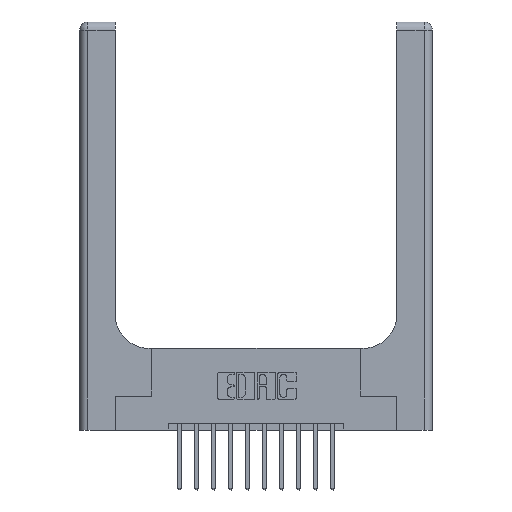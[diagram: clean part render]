
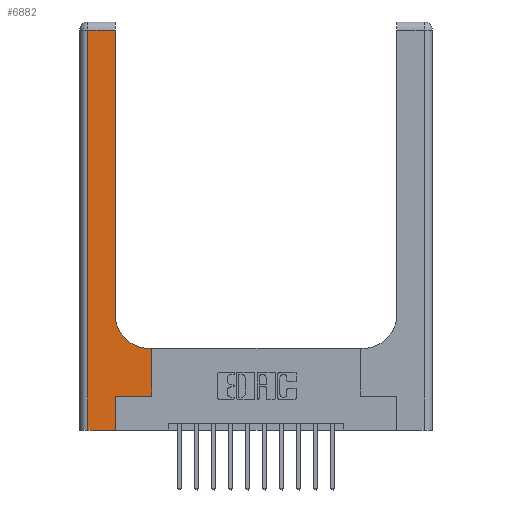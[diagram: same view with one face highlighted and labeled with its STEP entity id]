
A CAD part, top view. The second image highlights one B-rep face of the part: STEP entity #6882.
In plain terms, the highlighted planar face has unit normal (0, 0, 1).
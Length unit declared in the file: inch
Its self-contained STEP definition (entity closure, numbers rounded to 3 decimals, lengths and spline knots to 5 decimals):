
#20 = VERTEX_POINT ( 'NONE', #13890 ) ;
#51 = VECTOR ( 'NONE', #3800, 39.37008 ) ;
#251 = VERTEX_POINT ( 'NONE', #3381 ) ;
#1328 = VERTEX_POINT ( 'NONE', #4387 ) ;
#1562 = ORIENTED_EDGE ( 'NONE', *, *, #7804, .T. ) ;
#1588 = EDGE_CURVE ( 'NONE', #5048, #5751, #5059, .T. ) ;
#1814 = ORIENTED_EDGE ( 'NONE', *, *, #12327, .T. ) ;
#2038 = LINE ( 'NONE', #16019, #3777 ) ;
#2044 = DIRECTION ( 'NONE',  ( 1., 0., 0. ) ) ;
#2114 = EDGE_CURVE ( 'NONE', #4242, #20, #8811, .T. ) ;
#2257 = CARTESIAN_POINT ( 'NONE',  ( 0.265, 0.25, 0.37 ) ) ;
#2561 = ORIENTED_EDGE ( 'NONE', *, *, #4844, .T. ) ;
#2946 = VECTOR ( 'NONE', #14296, 39.37008 ) ;
#3381 = CARTESIAN_POINT ( 'NONE',  ( 0.06, 2.94, 0.37 ) ) ;
#3777 = VECTOR ( 'NONE', #14851, 39.37008 ) ;
#3800 = DIRECTION ( 'NONE',  ( 0., 1., 0. ) ) ;
#4074 = PLANE ( 'NONE',  #12345 ) ;
#4111 = CARTESIAN_POINT ( 'NONE',  ( 0.265, 0.25, 0.37 ) ) ;
#4242 = VERTEX_POINT ( 'NONE', #16044 ) ;
#4268 = VECTOR ( 'NONE', #12597, 39.37008 ) ;
#4387 = CARTESIAN_POINT ( 'NONE',  ( 0.265, 0., 0.37 ) ) ;
#4523 = AXIS2_PLACEMENT_3D ( 'NONE', #16154, #4785, #9868 ) ;
#4785 = DIRECTION ( 'NONE',  ( 0., 0., -1. ) ) ;
#4844 = EDGE_CURVE ( 'NONE', #5067, #5048, #11607, .T. ) ;
#4868 = DIRECTION ( 'NONE',  ( 0., 1., 0. ) ) ;
#5048 = VERTEX_POINT ( 'NONE', #8375 ) ;
#5059 = LINE ( 'NONE', #14023, #51 ) ;
#5067 = VERTEX_POINT ( 'NONE', #2257 ) ;
#5342 = CARTESIAN_POINT ( 'NONE',  ( 0., 3., 0.37 ) ) ;
#5751 = VERTEX_POINT ( 'NONE', #9094 ) ;
#6219 = LINE ( 'NONE', #12594, #11149 ) ;
#6460 = DIRECTION ( 'NONE',  ( 0., 1., 0. ) ) ;
#6882 = ADVANCED_FACE ( 'NONE', ( #12975 ), #4074, .F. ) ;
#7390 = ORIENTED_EDGE ( 'NONE', *, *, #13624, .T. ) ;
#7527 = LINE ( 'NONE', #10024, #4268 ) ;
#7756 = CARTESIAN_POINT ( 'NONE',  ( 0.06, 3., 0.37 ) ) ;
#7804 = EDGE_CURVE ( 'NONE', #14582, #4242, #11159, .T. ) ;
#7990 = DIRECTION ( 'NONE',  ( 0., 0., -1. ) ) ;
#8375 = CARTESIAN_POINT ( 'NONE',  ( 0.528, 0.25, 0.37 ) ) ;
#8811 = LINE ( 'NONE', #14087, #14738 ) ;
#8895 = EDGE_CURVE ( 'NONE', #20, #251, #2038, .T. ) ;
#9094 = CARTESIAN_POINT ( 'NONE',  ( 0.528, 0.6, 0.37 ) ) ;
#9158 = CARTESIAN_POINT ( 'NONE',  ( 0.51, 0.6, 0.37 ) ) ;
#9174 = LINE ( 'NONE', #7756, #2946 ) ;
#9206 = DIRECTION ( 'NONE',  ( 1., 0., 0. ) ) ;
#9562 = ORIENTED_EDGE ( 'NONE', *, *, #11126, .T. ) ;
#9868 = DIRECTION ( 'NONE',  ( 1., 0., 0. ) ) ;
#9888 = ORIENTED_EDGE ( 'NONE', *, *, #1588, .T. ) ;
#9895 = CARTESIAN_POINT ( 'NONE',  ( 0.06, 0., 0.37 ) ) ;
#10024 = CARTESIAN_POINT ( 'NONE',  ( 0.26, 0.6, 0.37 ) ) ;
#10571 = CARTESIAN_POINT ( 'NONE',  ( 0., 0., 0.37 ) ) ;
#11126 = EDGE_CURVE ( 'NONE', #11358, #1328, #13078, .T. ) ;
#11149 = VECTOR ( 'NONE', #4868, 39.37008 ) ;
#11159 = CIRCLE ( 'NONE', #4523, 0.25 ) ;
#11358 = VERTEX_POINT ( 'NONE', #9895 ) ;
#11607 = LINE ( 'NONE', #4111, #16366 ) ;
#11781 = ORIENTED_EDGE ( 'NONE', *, *, #2114, .T. ) ;
#11812 = DIRECTION ( 'NONE',  ( -1., 0., 0. ) ) ;
#12327 = EDGE_CURVE ( 'NONE', #1328, #5067, #6219, .T. ) ;
#12345 = AXIS2_PLACEMENT_3D ( 'NONE', #5342, #7990, #11812 ) ;
#12594 = CARTESIAN_POINT ( 'NONE',  ( 0.265, 0., 0.37 ) ) ;
#12597 = DIRECTION ( 'NONE',  ( -1., 0., 0. ) ) ;
#12712 = VECTOR ( 'NONE', #2044, 39.37008 ) ;
#12799 = ORIENTED_EDGE ( 'NONE', *, *, #14138, .T. ) ;
#12975 = FACE_OUTER_BOUND ( 'NONE', #16010, .T. ) ;
#13078 = LINE ( 'NONE', #10571, #12712 ) ;
#13624 = EDGE_CURVE ( 'NONE', #5751, #14582, #7527, .T. ) ;
#13890 = CARTESIAN_POINT ( 'NONE',  ( 0.26, 2.94, 0.37 ) ) ;
#14023 = CARTESIAN_POINT ( 'NONE',  ( 0.528, 0.25, 0.37 ) ) ;
#14087 = CARTESIAN_POINT ( 'NONE',  ( 0.26, 3., 0.37 ) ) ;
#14138 = EDGE_CURVE ( 'NONE', #251, #11358, #9174, .T. ) ;
#14296 = DIRECTION ( 'NONE',  ( 0., -1., 0. ) ) ;
#14582 = VERTEX_POINT ( 'NONE', #9158 ) ;
#14738 = VECTOR ( 'NONE', #6460, 39.37008 ) ;
#14851 = DIRECTION ( 'NONE',  ( -1., 0., 0. ) ) ;
#15364 = ORIENTED_EDGE ( 'NONE', *, *, #8895, .T. ) ;
#16010 = EDGE_LOOP ( 'NONE', ( #11781, #15364, #12799, #9562, #1814, #2561, #9888, #7390, #1562 ) ) ;
#16019 = CARTESIAN_POINT ( 'NONE',  ( 0., 2.94, 0.37 ) ) ;
#16044 = CARTESIAN_POINT ( 'NONE',  ( 0.26, 0.85, 0.37 ) ) ;
#16154 = CARTESIAN_POINT ( 'NONE',  ( 0.51, 0.85, 0.37 ) ) ;
#16366 = VECTOR ( 'NONE', #9206, 39.37008 ) ;
